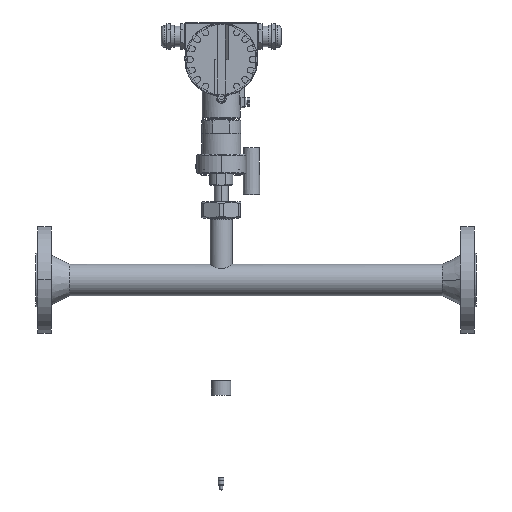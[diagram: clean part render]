
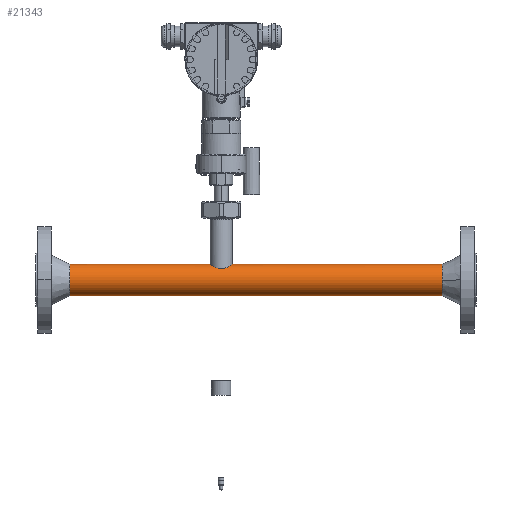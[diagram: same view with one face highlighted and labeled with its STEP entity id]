
A CAD part, top view. The second image highlights one B-rep face of the part: STEP entity #21343.
In plain terms, the highlighted cylindrical face has radius 17 mm (diameter 34 mm), a partial arc.
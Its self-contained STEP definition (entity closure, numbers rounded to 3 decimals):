
#8336=CARTESIAN_POINT('',(12.,238.35,0.));
#8351=CARTESIAN_POINT('',(-12.,238.35,0.));
#8353=DIRECTION('',(1.,0.,0.));
#8354=VECTOR('',#8353,401.6);
#8355=CARTESIAN_POINT('',(-163.3,204.35,0.));
#8356=LINE('',#8355,#8354);
#8357=CARTESIAN_POINT('',(-12.,238.35,0.));
#8358=CARTESIAN_POINT('',(-12.,238.35,0.944));
#8359=CARTESIAN_POINT('',(-11.785,238.197,2.835));
#8360=CARTESIAN_POINT('',(-10.708,237.453,5.7));
#8361=CARTESIAN_POINT('',(-8.929,236.31,8.213));
#8362=CARTESIAN_POINT('',(-6.554,234.998,10.205));
#8363=CARTESIAN_POINT('',(-3.888,233.916,11.469));
#8364=CARTESIAN_POINT('',(-1.247,233.367,12.025));
#8365=CARTESIAN_POINT('',(1.256,233.368,12.025));
#8366=CARTESIAN_POINT('',(3.895,233.919,11.467));
#8367=CARTESIAN_POINT('',(6.554,234.998,10.205));
#8368=CARTESIAN_POINT('',(8.925,236.308,8.215));
#8369=CARTESIAN_POINT('',(10.699,237.447,5.718));
#8370=CARTESIAN_POINT('',(11.785,238.197,2.84));
#8371=CARTESIAN_POINT('',(12.,238.35,0.945));
#8372=CARTESIAN_POINT('',(12.,238.35,0.));
#8374=DIRECTION('',(1.,0.,0.));
#8375=VECTOR('',#8374,226.3);
#8376=CARTESIAN_POINT('',(12.,238.35,0.));
#8377=LINE('',#8376,#8375);
#8378=DIRECTION('',(1.,0.,0.));
#8379=VECTOR('',#8378,151.3);
#8380=CARTESIAN_POINT('',(-163.3,238.35,0.));
#8381=LINE('',#8380,#8379);
#8395=CARTESIAN_POINT('',(238.3,221.35,0.));
#8396=DIRECTION('',(-1.,0.,0.));
#8397=DIRECTION('',(0.,0.,1.));
#8398=AXIS2_PLACEMENT_3D('',#8395,#8396,#8397);
#8409=CARTESIAN_POINT('',(238.3,221.35,0.));
#8410=DIRECTION('',(-1.,0.,0.));
#8411=DIRECTION('',(0.,-1.,0.));
#8412=AXIS2_PLACEMENT_3D('',#8409,#8410,#8411);
#8601=CARTESIAN_POINT('',(-163.3,221.35,0.));
#8602=DIRECTION('',(1.,0.,0.));
#8603=DIRECTION('',(0.,1.,0.));
#8604=AXIS2_PLACEMENT_3D('',#8601,#8602,#8603);
#8798=CARTESIAN_POINT('',(238.3,204.35,0.));
#8800=VERTEX_POINT('',#8798);
#8801=CARTESIAN_POINT('',(238.3,238.35,0.));
#8802=VERTEX_POINT('',#8801);
#8803=CARTESIAN_POINT('',(-163.3,204.35,0.));
#8804=CARTESIAN_POINT('',(-163.3,238.35,0.));
#8805=VERTEX_POINT('',#8803);
#8806=VERTEX_POINT('',#8804);
#8807=CARTESIAN_POINT('',(238.3,221.35,17.));
#8808=VERTEX_POINT('',#8807);
#11065=VERTEX_POINT('',#8336);
#11066=VERTEX_POINT('',#8351);
#21325=CARTESIAN_POINT('',(275.,221.35,0.));
#21326=DIRECTION('',(1.,0.,0.));
#21327=DIRECTION('',(0.,1.,0.));
#21328=AXIS2_PLACEMENT_3D('',#21325,#21326,#21327);
#21329=CYLINDRICAL_SURFACE('',#21328,17.);
#21331=ORIENTED_EDGE('',*,*,#21330,.T.);
#21332=ORIENTED_EDGE('',*,*,#21320,.T.);
#21334=ORIENTED_EDGE('',*,*,#21333,.F.);
#21336=ORIENTED_EDGE('',*,*,#21335,.F.);
#21337=ORIENTED_EDGE('',*,*,#21314,.F.);
#21339=ORIENTED_EDGE('',*,*,#21338,.F.);
#21340=ORIENTED_EDGE('',*,*,#21310,.T.);
#21341=EDGE_LOOP('',(#21331,#21332,#21334,#21336,#21337,#21339,#21340));
#21342=FACE_OUTER_BOUND('',#21341,.F.);
#21343=ADVANCED_FACE('',(#21342),#21329,.T.);
#8373=B_SPLINE_CURVE_WITH_KNOTS('',3,(#8357,#8358,#8359,#8360,#8361,#8362,#8363,
#8364,#8365,#8366,#8367,#8368,#8369,#8370,#8371,#8372),.UNSPECIFIED.,.F.,.F.,(4,
1,1,1,1,1,1,1,1,1,1,1,1,4),(0.,0.077,0.154,
0.231,0.308,0.385,0.462,
0.538,0.615,0.692,0.769,
0.846,0.923,1.),.UNSPECIFIED.);
#8399=CIRCLE('',#8398,17.);
#8413=CIRCLE('',#8412,17.);
#8605=CIRCLE('',#8604,17.);
#21310=EDGE_CURVE('',#8806,#11066,#8381,.T.);
#21314=EDGE_CURVE('',#8805,#8800,#8356,.T.);
#21320=EDGE_CURVE('',#11065,#8802,#8377,.T.);
#21330=EDGE_CURVE('',#11066,#11065,#8373,.T.);
#21333=EDGE_CURVE('',#8808,#8802,#8399,.T.);
#21335=EDGE_CURVE('',#8800,#8808,#8413,.T.);
#21338=EDGE_CURVE('',#8806,#8805,#8605,.T.);
